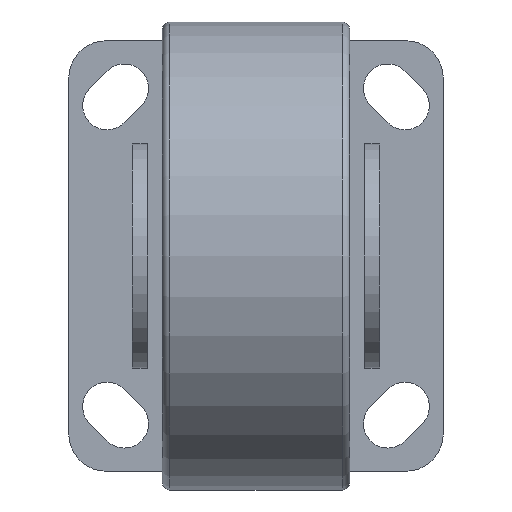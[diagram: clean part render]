
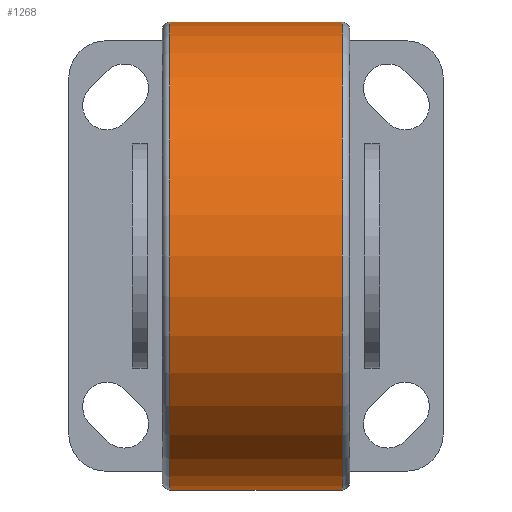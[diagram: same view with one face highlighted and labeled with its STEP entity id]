
A CAD part, front view. The second image highlights one B-rep face of the part: STEP entity #1268.
In plain terms, the highlighted cylindrical face has radius 62.5 mm (diameter 125 mm), a partial arc.
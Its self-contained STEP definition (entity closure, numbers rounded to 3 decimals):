
#4 = VERTEX_POINT ( 'NONE', #102 ) ;
#6 = EDGE_LOOP ( 'NONE', ( #658, #981, #956, #64 ) ) ;
#27 = AXIS2_PLACEMENT_3D ( 'NONE', #632, #1037, #1646 ) ;
#60 = AXIS2_PLACEMENT_3D ( 'NONE', #201, #1084, #496 ) ;
#64 = ORIENTED_EDGE ( 'NONE', *, *, #526, .T. ) ;
#102 = CARTESIAN_POINT ( 'NONE',  ( 23., 0., 62.5 ) ) ;
#165 = FACE_OUTER_BOUND ( 'NONE', #6, .T. ) ;
#201 = CARTESIAN_POINT ( 'NONE',  ( -23., 0., 0. ) ) ;
#271 = VERTEX_POINT ( 'NONE', #1469 ) ;
#304 = EDGE_CURVE ( 'NONE', #878, #271, #713, .T. ) ;
#343 = VECTOR ( 'NONE', #1056, 1000. ) ;
#366 = CARTESIAN_POINT ( 'NONE',  ( -23., 0., 62.5 ) ) ;
#496 = DIRECTION ( 'NONE',  ( 0., 0., -1. ) ) ;
#526 = EDGE_CURVE ( 'NONE', #1022, #271, #887, .T. ) ;
#567 = DIRECTION ( 'NONE',  ( -1., 0., 0. ) ) ;
#587 = LINE ( 'NONE', #1330, #343 ) ;
#632 = CARTESIAN_POINT ( 'NONE',  ( 25., 0., 0. ) ) ;
#658 = ORIENTED_EDGE ( 'NONE', *, *, #304, .F. ) ;
#666 = CARTESIAN_POINT ( 'NONE',  ( 23., 0., 0. ) ) ;
#713 = LINE ( 'NONE', #1608, #840 ) ;
#840 = VECTOR ( 'NONE', #567, 1000. ) ;
#864 = CIRCLE ( 'NONE', #1553, 62.5 ) ;
#878 = VERTEX_POINT ( 'NONE', #1160 ) ;
#887 = CIRCLE ( 'NONE', #60, 62.5 ) ;
#944 = DIRECTION ( 'NONE',  ( -1., 0., 0. ) ) ;
#956 = ORIENTED_EDGE ( 'NONE', *, *, #1412, .T. ) ;
#981 = ORIENTED_EDGE ( 'NONE', *, *, #1874, .T. ) ;
#1022 = VERTEX_POINT ( 'NONE', #366 ) ;
#1037 = DIRECTION ( 'NONE',  ( -1., 0., 0. ) ) ;
#1056 = DIRECTION ( 'NONE',  ( -1., 0., 0. ) ) ;
#1084 = DIRECTION ( 'NONE',  ( 1., 0., 0. ) ) ;
#1160 = CARTESIAN_POINT ( 'NONE',  ( 23., 0., -62.5 ) ) ;
#1268 = ADVANCED_FACE ( 'NONE', ( #165 ), #1367, .T. ) ;
#1330 = CARTESIAN_POINT ( 'NONE',  ( 25., 0., 62.5 ) ) ;
#1367 = CYLINDRICAL_SURFACE ( 'NONE', #27, 62.5 ) ;
#1412 = EDGE_CURVE ( 'NONE', #4, #1022, #587, .T. ) ;
#1469 = CARTESIAN_POINT ( 'NONE',  ( -23., 0., -62.5 ) ) ;
#1553 = AXIS2_PLACEMENT_3D ( 'NONE', #666, #944, #1682 ) ;
#1608 = CARTESIAN_POINT ( 'NONE',  ( 25., 0., -62.5 ) ) ;
#1646 = DIRECTION ( 'NONE',  ( 0., 0., 1. ) ) ;
#1682 = DIRECTION ( 'NONE',  ( 0., 0., -1. ) ) ;
#1874 = EDGE_CURVE ( 'NONE', #878, #4, #864, .T. ) ;
